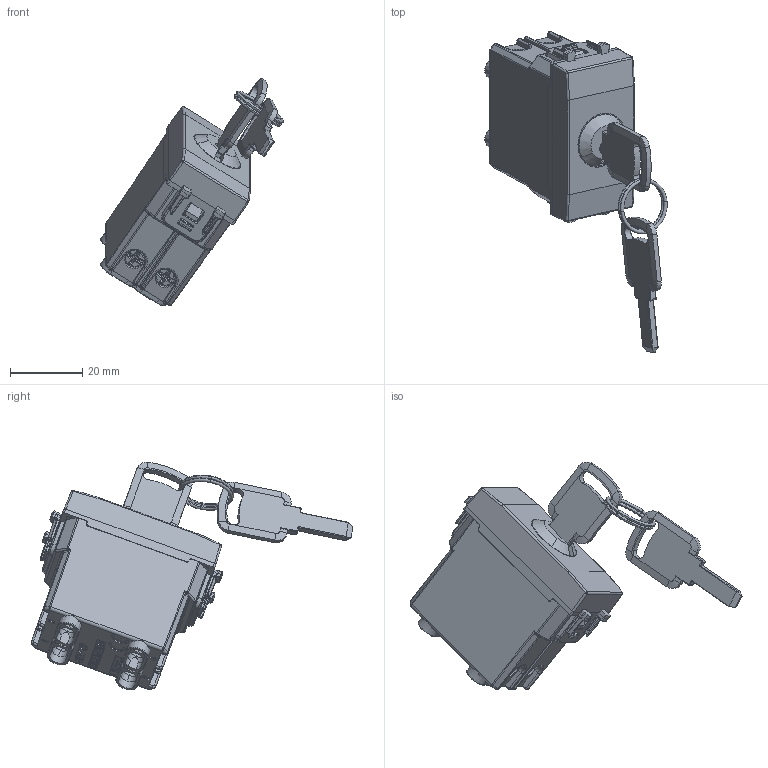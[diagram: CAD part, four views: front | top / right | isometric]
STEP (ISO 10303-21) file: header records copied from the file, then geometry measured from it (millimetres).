
FILE_DESCRIPTION(('CATIA V5 STEP Exchange'),'2;1');
FILE_NAME('441072.stp','2024-02-15T11:15:00+00:00',('none'),('none'),'CATIA Version 5-6 Release 2016 SP6','CATIA V5 STEP AP203','none');
FILE_SCHEMA(('CONFIG_CONTROL_DESIGN'));
Products named in the file (1): 441072
Assembly tree (14 placements, depth 2):
  441072
    #57
    #6369
    #64276
    #102359  x2
    #103358  x2
    #104351  x3
    #106264
    #107941
    #109271
    #110303
Bounding box: 50.62 x 89.22 x 63.2 mm (x, y, z)
Volume: 20105.6 mm3; surface area: 29444.4 mm2
Topology: 20 solids, 20 shells, 3313 faces, 8945 edges, 5590 vertices
Faces by surface type: plane 1782, cylinder 908, bspline 220, cone 176, torus 99, sphere 82, extrusion 34, revolution 12
Entity records: 111469 total; most frequent: CARTESIAN_POINT 41044, ORIENTED_EDGE 16718, DIRECTION 10824, EDGE_CURVE 8359, VERTEX_POINT 5274, VECTOR 4922, LINE 4888, AXIS2_PLACEMENT_3D 3521
